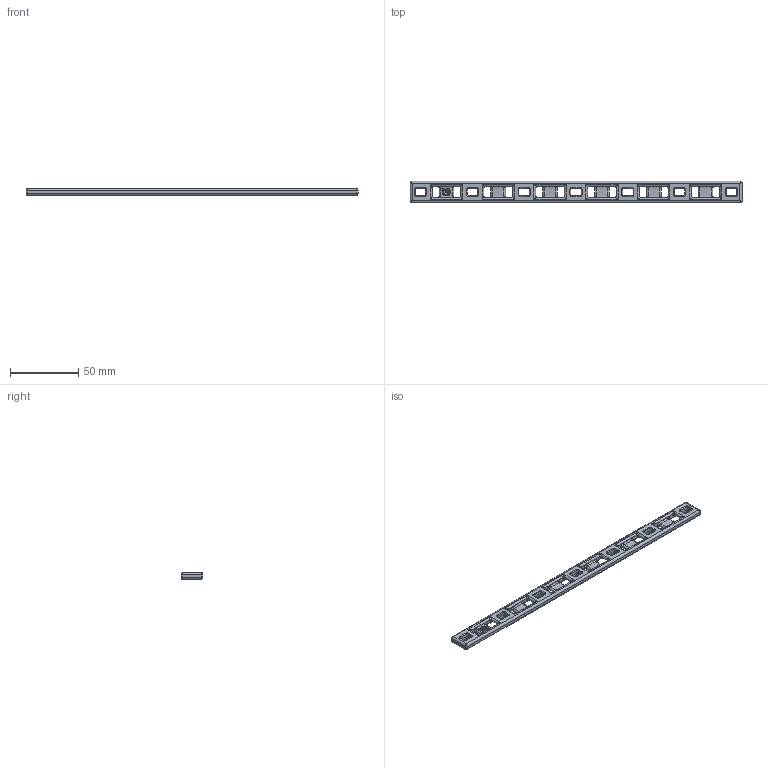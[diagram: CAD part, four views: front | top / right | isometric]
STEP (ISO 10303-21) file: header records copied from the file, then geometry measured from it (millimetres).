
FILE_DESCRIPTION(/* description */ (''),/* implementation_level */ '2;1');
FILE_NAME(/* name */ 'PANDUIT_MTPC6H-E10',/* time_stamp */ '2011-09-13T16:46:45-05:00',/* author */ (''),/* organization */ (''),/* preprocessor_version */ 'ST-DEVELOPER v9',/* originating_system */ 'UGS - NX 3.0',/* authorisation */ '');
FILE_SCHEMA (('CONFIG_CONTROL_DESIGN'));
Length unit declared in the file: inch
Products named in the file (1): bwgEE7Dhd0d
Bounding box: 243.6 x 15.88 x 5.08 mm (x, y, z)
Volume: 13060.9 mm3; surface area: 10071.2 mm2
Topology: 1 solids, 1 shells, 1075 faces, 2821 edges, 1710 vertices
Faces by surface type: cylinder 379, plane 357, bspline 160, extrusion 131, torus 48
Full cylindrical faces by diameter (mm): 1.587 x1
Entity records: 34915 total; most frequent: CARTESIAN_POINT 9089, ORIENTED_EDGE 5480, DIRECTION 5237, EDGE_CURVE 2740, AXIS2_PLACEMENT_3D 1843, VERTEX_POINT 1710, VECTOR 1551, LINE 1420
